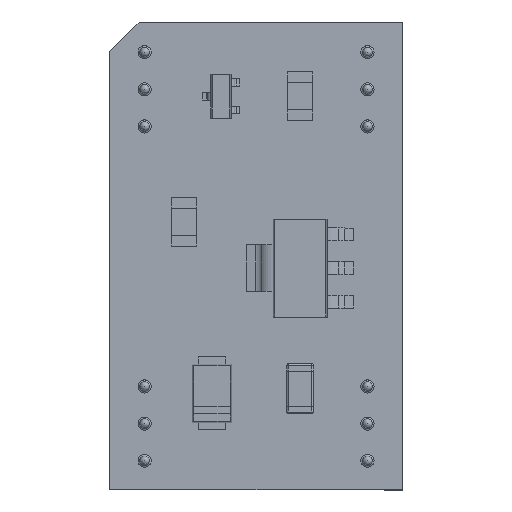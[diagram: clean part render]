
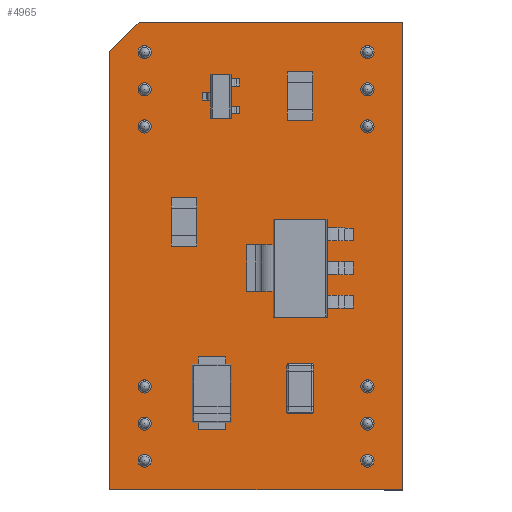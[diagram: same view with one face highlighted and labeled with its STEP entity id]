
A CAD part, top view. The second image highlights one B-rep face of the part: STEP entity #4965.
In plain terms, the highlighted planar face has unit normal (0, 0, 1).
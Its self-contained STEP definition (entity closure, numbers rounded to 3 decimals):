
#387=FACE_BOUND('',#1009,.T.);
#388=FACE_BOUND('',#1010,.T.);
#389=FACE_BOUND('',#1011,.T.);
#390=FACE_BOUND('',#1012,.T.);
#391=FACE_BOUND('',#1013,.T.);
#392=FACE_BOUND('',#1014,.T.);
#393=FACE_BOUND('',#1015,.T.);
#394=FACE_BOUND('',#1016,.T.);
#395=FACE_BOUND('',#1017,.T.);
#396=FACE_BOUND('',#1018,.T.);
#397=FACE_BOUND('',#1019,.T.);
#398=FACE_BOUND('',#1020,.T.);
#426=CIRCLE('',#5283,0.45);
#428=CIRCLE('',#5286,0.45);
#430=CIRCLE('',#5289,0.45);
#432=CIRCLE('',#5292,0.45);
#434=CIRCLE('',#5295,0.45);
#436=CIRCLE('',#5298,0.45);
#438=CIRCLE('',#5301,0.45);
#440=CIRCLE('',#5304,0.45);
#442=CIRCLE('',#5307,0.45);
#444=CIRCLE('',#5310,0.45);
#446=CIRCLE('',#5313,0.45);
#448=CIRCLE('',#5316,0.45);
#684=FACE_OUTER_BOUND('',#1008,.T.);
#1008=EDGE_LOOP('',(#3533,#3534,#3535,#3536,#3537));
#1009=EDGE_LOOP('',(#3538));
#1010=EDGE_LOOP('',(#3539));
#1011=EDGE_LOOP('',(#3540));
#1012=EDGE_LOOP('',(#3541));
#1013=EDGE_LOOP('',(#3542));
#1014=EDGE_LOOP('',(#3543));
#1015=EDGE_LOOP('',(#3544));
#1016=EDGE_LOOP('',(#3545));
#1017=EDGE_LOOP('',(#3546));
#1018=EDGE_LOOP('',(#3547));
#1019=EDGE_LOOP('',(#3548));
#1020=EDGE_LOOP('',(#3549));
#1330=LINE('',#7329,#1868);
#1333=LINE('',#7335,#1871);
#1336=LINE('',#7341,#1874);
#1339=LINE('',#7347,#1877);
#1342=LINE('',#7352,#1880);
#1868=VECTOR('',#5784,2.828);
#1871=VECTOR('',#5789,18.);
#1874=VECTOR('',#5794,32.);
#1877=VECTOR('',#5799,20.);
#1880=VECTOR('',#5804,30.);
#2406=VERTEX_POINT('',#7326);
#2407=VERTEX_POINT('',#7328);
#2409=VERTEX_POINT('',#7334);
#2411=VERTEX_POINT('',#7340);
#2413=VERTEX_POINT('',#7346);
#2415=VERTEX_POINT('',#7355);
#2417=VERTEX_POINT('',#7360);
#2419=VERTEX_POINT('',#7365);
#2421=VERTEX_POINT('',#7370);
#2423=VERTEX_POINT('',#7375);
#2425=VERTEX_POINT('',#7380);
#2427=VERTEX_POINT('',#7385);
#2429=VERTEX_POINT('',#7390);
#2431=VERTEX_POINT('',#7395);
#2433=VERTEX_POINT('',#7400);
#2435=VERTEX_POINT('',#7405);
#2437=VERTEX_POINT('',#7410);
#2838=EDGE_CURVE('',#2406,#2407,#1330,.T.);
#2841=EDGE_CURVE('',#2407,#2409,#1333,.T.);
#2844=EDGE_CURVE('',#2409,#2411,#1336,.T.);
#2847=EDGE_CURVE('',#2411,#2413,#1339,.T.);
#2850=EDGE_CURVE('',#2413,#2406,#1342,.T.);
#2852=EDGE_CURVE('',#2415,#2415,#426,.T.);
#2854=EDGE_CURVE('',#2417,#2417,#428,.T.);
#2856=EDGE_CURVE('',#2419,#2419,#430,.T.);
#2858=EDGE_CURVE('',#2421,#2421,#432,.T.);
#2860=EDGE_CURVE('',#2423,#2423,#434,.T.);
#2862=EDGE_CURVE('',#2425,#2425,#436,.T.);
#2864=EDGE_CURVE('',#2427,#2427,#438,.T.);
#2866=EDGE_CURVE('',#2429,#2429,#440,.T.);
#2868=EDGE_CURVE('',#2431,#2431,#442,.T.);
#2870=EDGE_CURVE('',#2433,#2433,#444,.T.);
#2872=EDGE_CURVE('',#2435,#2435,#446,.T.);
#2874=EDGE_CURVE('',#2437,#2437,#448,.T.);
#3533=ORIENTED_EDGE('',*,*,#2838,.F.);
#3534=ORIENTED_EDGE('',*,*,#2850,.F.);
#3535=ORIENTED_EDGE('',*,*,#2847,.F.);
#3536=ORIENTED_EDGE('',*,*,#2844,.F.);
#3537=ORIENTED_EDGE('',*,*,#2841,.F.);
#3538=ORIENTED_EDGE('',*,*,#2852,.F.);
#3539=ORIENTED_EDGE('',*,*,#2854,.F.);
#3540=ORIENTED_EDGE('',*,*,#2856,.F.);
#3541=ORIENTED_EDGE('',*,*,#2858,.F.);
#3542=ORIENTED_EDGE('',*,*,#2860,.F.);
#3543=ORIENTED_EDGE('',*,*,#2862,.F.);
#3544=ORIENTED_EDGE('',*,*,#2864,.F.);
#3545=ORIENTED_EDGE('',*,*,#2866,.F.);
#3546=ORIENTED_EDGE('',*,*,#2868,.F.);
#3547=ORIENTED_EDGE('',*,*,#2870,.F.);
#3548=ORIENTED_EDGE('',*,*,#2872,.F.);
#3549=ORIENTED_EDGE('',*,*,#2874,.F.);
#4748=PLANE('',#5319);
#4965=ADVANCED_FACE('',(#684,#387,#388,#389,#390,#391,#392,#393,#394,#395,
#396,#397,#398),#4748,.T.);
#5283=AXIS2_PLACEMENT_3D('',#7356,#5808,#5809);
#5286=AXIS2_PLACEMENT_3D('',#7361,#5814,#5815);
#5289=AXIS2_PLACEMENT_3D('',#7366,#5820,#5821);
#5292=AXIS2_PLACEMENT_3D('',#7371,#5826,#5827);
#5295=AXIS2_PLACEMENT_3D('',#7376,#5832,#5833);
#5298=AXIS2_PLACEMENT_3D('',#7381,#5838,#5839);
#5301=AXIS2_PLACEMENT_3D('',#7386,#5844,#5845);
#5304=AXIS2_PLACEMENT_3D('',#7391,#5850,#5851);
#5307=AXIS2_PLACEMENT_3D('',#7396,#5856,#5857);
#5310=AXIS2_PLACEMENT_3D('',#7401,#5862,#5863);
#5313=AXIS2_PLACEMENT_3D('',#7406,#5868,#5869);
#5316=AXIS2_PLACEMENT_3D('',#7411,#5874,#5875);
#5319=AXIS2_PLACEMENT_3D('',#7415,#5880,#5881);
#5784=DIRECTION('',(-0.707,0.707,0.));
#5789=DIRECTION('',(0.,1.,0.));
#5794=DIRECTION('',(1.,0.,0.));
#5799=DIRECTION('',(0.,-1.,0.));
#5804=DIRECTION('',(-1.,0.,0.));
#5808=DIRECTION('center_axis',(0.,0.,1.));
#5809=DIRECTION('ref_axis',(1.,0.,0.));
#5814=DIRECTION('center_axis',(0.,0.,1.));
#5815=DIRECTION('ref_axis',(1.,0.,0.));
#5820=DIRECTION('center_axis',(0.,0.,1.));
#5821=DIRECTION('ref_axis',(1.,0.,0.));
#5826=DIRECTION('center_axis',(0.,0.,1.));
#5827=DIRECTION('ref_axis',(1.,0.,0.));
#5832=DIRECTION('center_axis',(0.,0.,1.));
#5833=DIRECTION('ref_axis',(1.,0.,0.));
#5838=DIRECTION('center_axis',(0.,0.,1.));
#5839=DIRECTION('ref_axis',(1.,0.,0.));
#5844=DIRECTION('center_axis',(0.,0.,1.));
#5845=DIRECTION('ref_axis',(1.,0.,0.));
#5850=DIRECTION('center_axis',(0.,0.,1.));
#5851=DIRECTION('ref_axis',(1.,0.,0.));
#5856=DIRECTION('center_axis',(0.,0.,1.));
#5857=DIRECTION('ref_axis',(1.,0.,0.));
#5862=DIRECTION('center_axis',(0.,0.,1.));
#5863=DIRECTION('ref_axis',(1.,0.,0.));
#5868=DIRECTION('center_axis',(0.,0.,1.));
#5869=DIRECTION('ref_axis',(1.,0.,0.));
#5874=DIRECTION('center_axis',(0.,0.,1.));
#5875=DIRECTION('ref_axis',(1.,0.,0.));
#5880=DIRECTION('center_axis',(0.,0.,1.));
#5881=DIRECTION('ref_axis',(1.,0.,0.));
#7326=CARTESIAN_POINT('',(78.2,76.2,1.69));
#7328=CARTESIAN_POINT('',(76.2,78.2,1.69));
#7329=CARTESIAN_POINT('',(78.2,76.2,1.69));
#7334=CARTESIAN_POINT('',(76.2,96.2,1.69));
#7335=CARTESIAN_POINT('',(76.2,78.2,1.69));
#7340=CARTESIAN_POINT('',(108.2,96.2,1.69));
#7341=CARTESIAN_POINT('',(76.2,96.2,1.69));
#7346=CARTESIAN_POINT('',(108.2,76.2,1.69));
#7347=CARTESIAN_POINT('',(108.2,96.2,1.69));
#7352=CARTESIAN_POINT('',(108.2,76.2,1.69));
#7355=CARTESIAN_POINT('',(78.714,78.581,1.69));
#7356=CARTESIAN_POINT('Origin',(78.264,78.581,1.69));
#7360=CARTESIAN_POINT('',(83.794,78.581,1.69));
#7361=CARTESIAN_POINT('Origin',(83.344,78.581,1.69));
#7365=CARTESIAN_POINT('',(81.254,78.581,1.69));
#7366=CARTESIAN_POINT('Origin',(80.804,78.581,1.69));
#7370=CARTESIAN_POINT('',(78.714,93.821,1.69));
#7371=CARTESIAN_POINT('Origin',(78.264,93.821,1.69));
#7375=CARTESIAN_POINT('',(83.794,93.821,1.69));
#7376=CARTESIAN_POINT('Origin',(83.344,93.821,1.69));
#7380=CARTESIAN_POINT('',(81.254,93.821,1.69));
#7381=CARTESIAN_POINT('Origin',(80.804,93.821,1.69));
#7385=CARTESIAN_POINT('',(101.574,78.581,1.69));
#7386=CARTESIAN_POINT('Origin',(101.124,78.581,1.69));
#7390=CARTESIAN_POINT('',(106.654,78.581,1.69));
#7391=CARTESIAN_POINT('Origin',(106.204,78.581,1.69));
#7395=CARTESIAN_POINT('',(104.114,78.581,1.69));
#7396=CARTESIAN_POINT('Origin',(103.664,78.581,1.69));
#7400=CARTESIAN_POINT('',(101.574,93.821,1.69));
#7401=CARTESIAN_POINT('Origin',(101.124,93.821,1.69));
#7405=CARTESIAN_POINT('',(106.654,93.821,1.69));
#7406=CARTESIAN_POINT('Origin',(106.204,93.821,1.69));
#7410=CARTESIAN_POINT('',(104.114,93.821,1.69));
#7411=CARTESIAN_POINT('Origin',(103.664,93.821,1.69));
#7415=CARTESIAN_POINT('Origin',(78.2,76.2,1.69));
